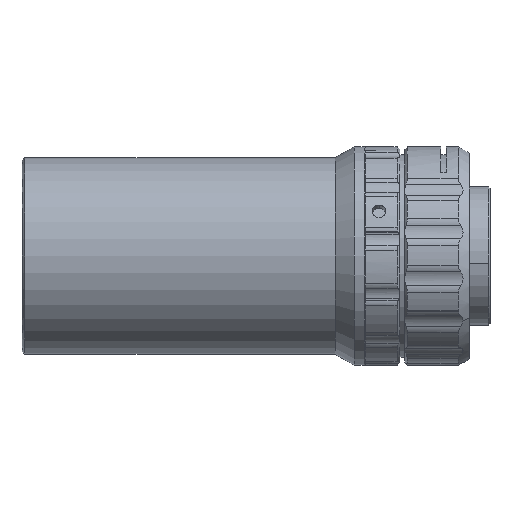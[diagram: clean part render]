
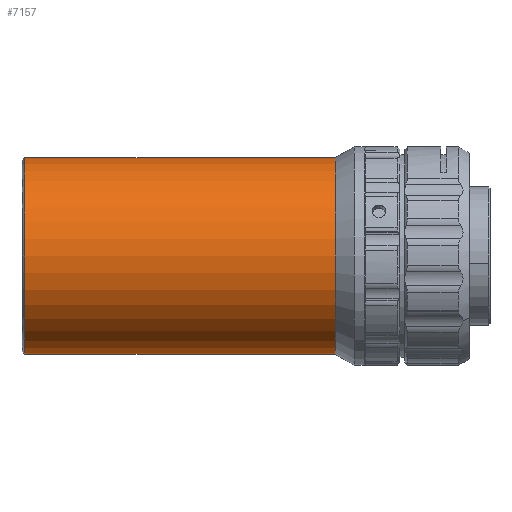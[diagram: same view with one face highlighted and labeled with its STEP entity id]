
A CAD part, front view. The second image highlights one B-rep face of the part: STEP entity #7157.
In plain terms, the highlighted cylindrical face has radius 18 mm (diameter 36 mm), a partial arc.
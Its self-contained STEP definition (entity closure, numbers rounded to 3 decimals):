
#322 = CARTESIAN_POINT ( 'NONE',  ( 57.336, 0., -18. ) ) ;
#399 = ORIENTED_EDGE ( 'NONE', *, *, #3593, .T. ) ;
#535 = EDGE_CURVE ( 'NONE', #6182, #4375, #3062, .T. ) ;
#544 = CIRCLE ( 'NONE', #3537, 18. ) ;
#792 = ORIENTED_EDGE ( 'NONE', *, *, #535, .F. ) ;
#1188 = CARTESIAN_POINT ( 'NONE',  ( 0., 0., -18. ) ) ;
#1319 = VECTOR ( 'NONE', #5131, 1000. ) ;
#1604 = LINE ( 'NONE', #5572, #2225 ) ;
#1659 = DIRECTION ( 'NONE',  ( -1., 0., 0. ) ) ;
#1756 = CARTESIAN_POINT ( 'NONE',  ( 57.336, 0., 18. ) ) ;
#1808 = DIRECTION ( 'NONE',  ( -1., 0., 0. ) ) ;
#1941 = VERTEX_POINT ( 'NONE', #1756 ) ;
#2225 = VECTOR ( 'NONE', #1659, 1000. ) ;
#3062 = LINE ( 'NONE', #1188, #1319 ) ;
#3223 = EDGE_CURVE ( 'NONE', #4492, #4375, #544, .T. ) ;
#3418 = ORIENTED_EDGE ( 'NONE', *, *, #3223, .T. ) ;
#3428 = DIRECTION ( 'NONE',  ( 0., 0., -1. ) ) ;
#3510 = DIRECTION ( 'NONE',  ( 0., 0., 1. ) ) ;
#3537 = AXIS2_PLACEMENT_3D ( 'NONE', #5085, #6210, #3428 ) ;
#3593 = EDGE_CURVE ( 'NONE', #1941, #4492, #1604, .T. ) ;
#3686 = EDGE_CURVE ( 'NONE', #6182, #1941, #6882, .T. ) ;
#3694 = DIRECTION ( 'NONE',  ( 0., 0., 1. ) ) ;
#3717 = CARTESIAN_POINT ( 'NONE',  ( 0., 0., 0. ) ) ;
#4311 = CARTESIAN_POINT ( 'NONE',  ( 0.5, 0., -18. ) ) ;
#4375 = VERTEX_POINT ( 'NONE', #4311 ) ;
#4492 = VERTEX_POINT ( 'NONE', #5557 ) ;
#5085 = CARTESIAN_POINT ( 'NONE',  ( 0.5, 0., 0. ) ) ;
#5129 = CARTESIAN_POINT ( 'NONE',  ( 57.336, 0., 0. ) ) ;
#5131 = DIRECTION ( 'NONE',  ( -1., 0., 0. ) ) ;
#5557 = CARTESIAN_POINT ( 'NONE',  ( 0.5, 0., 18. ) ) ;
#5572 = CARTESIAN_POINT ( 'NONE',  ( 0., 0., 18. ) ) ;
#5772 = AXIS2_PLACEMENT_3D ( 'NONE', #5129, #1808, #3510 ) ;
#5776 = FACE_OUTER_BOUND ( 'NONE', #6137, .T. ) ;
#5953 = CYLINDRICAL_SURFACE ( 'NONE', #7172, 18. ) ;
#6137 = EDGE_LOOP ( 'NONE', ( #792, #7201, #399, #3418 ) ) ;
#6182 = VERTEX_POINT ( 'NONE', #322 ) ;
#6210 = DIRECTION ( 'NONE',  ( 1., 0., 0. ) ) ;
#6882 = CIRCLE ( 'NONE', #5772, 18. ) ;
#7146 = DIRECTION ( 'NONE',  ( -1., 0., 0. ) ) ;
#7157 = ADVANCED_FACE ( 'NONE', ( #5776 ), #5953, .T. ) ;
#7172 = AXIS2_PLACEMENT_3D ( 'NONE', #3717, #7146, #3694 ) ;
#7201 = ORIENTED_EDGE ( 'NONE', *, *, #3686, .T. ) ;
